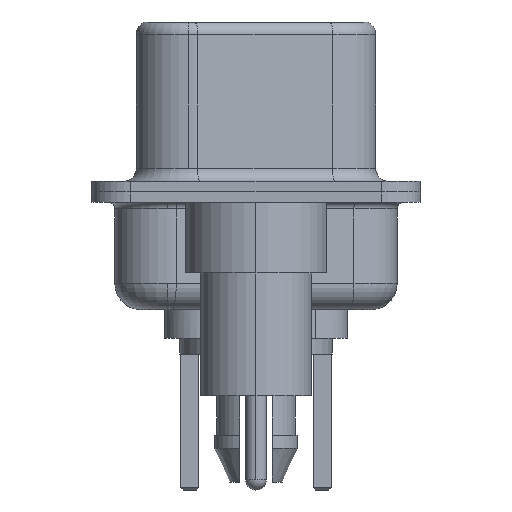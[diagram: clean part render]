
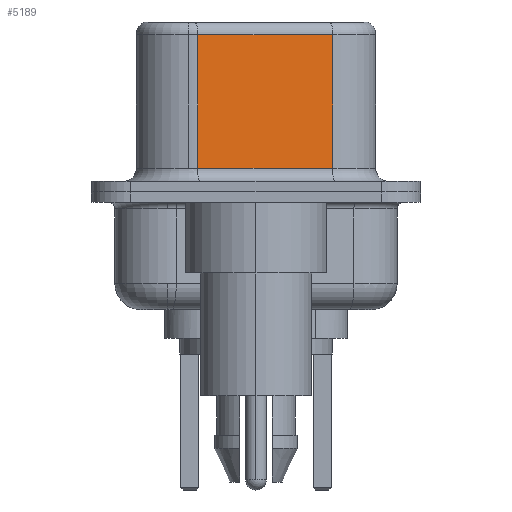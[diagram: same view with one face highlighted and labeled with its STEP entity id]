
A CAD part, left-side view. The second image highlights one B-rep face of the part: STEP entity #5189.
In plain terms, the highlighted planar face has unit normal (-0.985, -0.174, 0).
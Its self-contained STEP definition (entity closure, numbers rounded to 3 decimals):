
#10 = LINE ( 'NONE', #12016, #13413 ) ;
#173 = ORIENTED_EDGE ( 'NONE', *, *, #8536, .F. ) ;
#632 = DIRECTION ( 'NONE',  ( -0.174, 0.985, 0. ) ) ;
#1275 = DIRECTION ( 'NONE',  ( 0.985, 0.174, 0. ) ) ;
#1909 = EDGE_CURVE ( 'NONE', #17797, #19252, #10, .T. ) ;
#2019 = AXIS2_PLACEMENT_3D ( 'NONE', #18846, #1275, #9256 ) ;
#2263 = VERTEX_POINT ( 'NONE', #7562 ) ;
#2871 = CARTESIAN_POINT ( 'NONE',  ( 4.585, -2.927, 0.9 ) ) ;
#4361 = ORIENTED_EDGE ( 'NONE', *, *, #6946, .T. ) ;
#4912 = VERTEX_POINT ( 'NONE', #14357 ) ;
#5189 = ADVANCED_FACE ( 'NONE', ( #7042 ), #12023, .F. ) ;
#6946 = EDGE_CURVE ( 'NONE', #19252, #4912, #12695, .T. ) ;
#7042 = FACE_OUTER_BOUND ( 'NONE', #14154, .T. ) ;
#7562 = CARTESIAN_POINT ( 'NONE',  ( 4.585, -2.927, 0.9 ) ) ;
#8309 = DIRECTION ( 'NONE',  ( 0., 0., -1. ) ) ;
#8399 = LINE ( 'NONE', #2871, #20913 ) ;
#8473 = EDGE_CURVE ( 'NONE', #4912, #2263, #8399, .T. ) ;
#8536 = EDGE_CURVE ( 'NONE', #17797, #2263, #19888, .T. ) ;
#9218 = CARTESIAN_POINT ( 'NONE',  ( 3.675, 2.233, 6.02 ) ) ;
#9256 = DIRECTION ( 'NONE',  ( -0.174, 0.985, 0. ) ) ;
#9815 = ORIENTED_EDGE ( 'NONE', *, *, #1909, .T. ) ;
#11263 = VECTOR ( 'NONE', #8309, 1000. ) ;
#12016 = CARTESIAN_POINT ( 'NONE',  ( 4.585, -2.927, 6.02 ) ) ;
#12023 = PLANE ( 'NONE',  #2019 ) ;
#12188 = VECTOR ( 'NONE', #15101, 1000. ) ;
#12695 = LINE ( 'NONE', #13435, #12188 ) ;
#13413 = VECTOR ( 'NONE', #632, 1000. ) ;
#13435 = CARTESIAN_POINT ( 'NONE',  ( 3.675, 2.233, 6.52 ) ) ;
#14154 = EDGE_LOOP ( 'NONE', ( #173, #9815, #4361, #17531 ) ) ;
#14357 = CARTESIAN_POINT ( 'NONE',  ( 3.675, 2.233, 0.9 ) ) ;
#14785 = DIRECTION ( 'NONE',  ( 0.174, -0.985, 0. ) ) ;
#15101 = DIRECTION ( 'NONE',  ( 0., 0., -1. ) ) ;
#16320 = CARTESIAN_POINT ( 'NONE',  ( 4.585, -2.927, 6.02 ) ) ;
#17531 = ORIENTED_EDGE ( 'NONE', *, *, #8473, .T. ) ;
#17797 = VERTEX_POINT ( 'NONE', #16320 ) ;
#18846 = CARTESIAN_POINT ( 'NONE',  ( 4.585, -2.927, 6.52 ) ) ;
#19252 = VERTEX_POINT ( 'NONE', #9218 ) ;
#19722 = CARTESIAN_POINT ( 'NONE',  ( 4.585, -2.927, 6.52 ) ) ;
#19888 = LINE ( 'NONE', #19722, #11263 ) ;
#20913 = VECTOR ( 'NONE', #14785, 1000. ) ;
